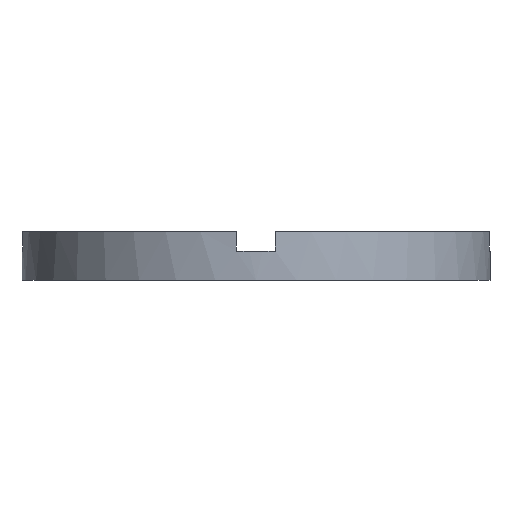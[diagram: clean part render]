
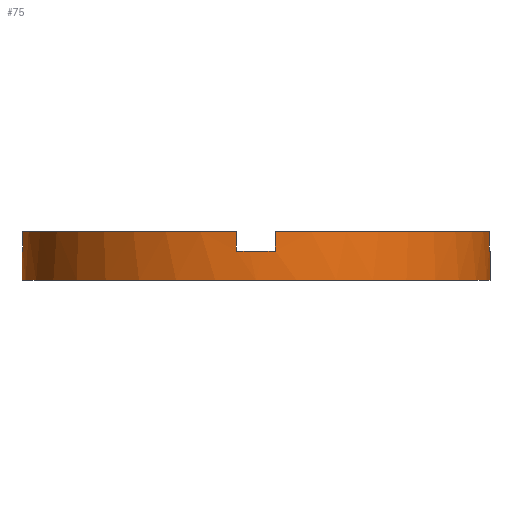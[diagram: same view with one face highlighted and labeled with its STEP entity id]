
A CAD part, front view. The second image highlights one B-rep face of the part: STEP entity #75.
In plain terms, the highlighted cylindrical face has radius 12 mm (diameter 24 mm), a partial arc.
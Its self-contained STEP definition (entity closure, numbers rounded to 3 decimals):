
#1 = DIRECTION ( 'NONE',  ( 0., 0., 1. ) ) ;
#6 = EDGE_CURVE ( 'NONE', #729, #596, #691, .T. ) ;
#11 = DIRECTION ( 'NONE',  ( 0., 0., 1. ) ) ;
#14 = DIRECTION ( 'NONE',  ( 0., 0., 1. ) ) ;
#19 = CIRCLE ( 'NONE', #584, 12. ) ;
#26 = DIRECTION ( 'NONE',  ( 1., 0., 0. ) ) ;
#35 = LINE ( 'NONE', #508, #562 ) ;
#45 = CARTESIAN_POINT ( 'NONE',  ( 11.958, -1., 1.5 ) ) ;
#47 = AXIS2_PLACEMENT_3D ( 'NONE', #310, #223, #26 ) ;
#48 = EDGE_CURVE ( 'NONE', #197, #334, #116, .T. ) ;
#54 = CARTESIAN_POINT ( 'NONE',  ( -12., 0., 1.5 ) ) ;
#62 = CARTESIAN_POINT ( 'NONE',  ( -1., -11.958, 2.5 ) ) ;
#65 = CARTESIAN_POINT ( 'NONE',  ( -11.958, -1., 2.5 ) ) ;
#70 = EDGE_CURVE ( 'NONE', #470, #596, #653, .T. ) ;
#74 = ORIENTED_EDGE ( 'NONE', *, *, #6, .F. ) ;
#75 = ADVANCED_FACE ( 'NONE', ( #119 ), #381, .T. ) ;
#76 = VERTEX_POINT ( 'NONE', #65 ) ;
#83 = DIRECTION ( 'NONE',  ( 0., 0., 1. ) ) ;
#88 = VERTEX_POINT ( 'NONE', #62 ) ;
#92 = VERTEX_POINT ( 'NONE', #126 ) ;
#94 = ORIENTED_EDGE ( 'NONE', *, *, #780, .F. ) ;
#98 = CARTESIAN_POINT ( 'NONE',  ( 1., -11.958, 1.5 ) ) ;
#115 = CARTESIAN_POINT ( 'NONE',  ( -12., 0., 0. ) ) ;
#116 = CIRCLE ( 'NONE', #721, 12. ) ;
#119 = FACE_OUTER_BOUND ( 'NONE', #439, .T. ) ;
#126 = CARTESIAN_POINT ( 'NONE',  ( 1., -11.958, 2.5 ) ) ;
#136 = VECTOR ( 'NONE', #727, 1000. ) ;
#138 = AXIS2_PLACEMENT_3D ( 'NONE', #192, #254, #600 ) ;
#159 = LINE ( 'NONE', #204, #441 ) ;
#165 = VERTEX_POINT ( 'NONE', #54 ) ;
#175 = ORIENTED_EDGE ( 'NONE', *, *, #368, .F. ) ;
#192 = CARTESIAN_POINT ( 'NONE',  ( 0., 0., 1.5 ) ) ;
#197 = VERTEX_POINT ( 'NONE', #294 ) ;
#198 = EDGE_CURVE ( 'NONE', #197, #88, #159, .T. ) ;
#204 = CARTESIAN_POINT ( 'NONE',  ( -1., -11.958, 2.5 ) ) ;
#223 = DIRECTION ( 'NONE',  ( 0., 0., 1. ) ) ;
#230 = CARTESIAN_POINT ( 'NONE',  ( 12., 0., 2.5 ) ) ;
#236 = DIRECTION ( 'NONE',  ( 0., 0., -1. ) ) ;
#243 = CARTESIAN_POINT ( 'NONE',  ( -11.958, -1., 1.5 ) ) ;
#244 = DIRECTION ( 'NONE',  ( 1., 0., 0. ) ) ;
#254 = DIRECTION ( 'NONE',  ( 0., 0., 1. ) ) ;
#255 = CARTESIAN_POINT ( 'NONE',  ( 0., 0., 2.5 ) ) ;
#272 = DIRECTION ( 'NONE',  ( 1., 0., 0. ) ) ;
#294 = CARTESIAN_POINT ( 'NONE',  ( -1., -11.958, 1.5 ) ) ;
#310 = CARTESIAN_POINT ( 'NONE',  ( 0., 0., 0. ) ) ;
#311 = EDGE_CURVE ( 'NONE', #327, #762, #722, .T. ) ;
#317 = CARTESIAN_POINT ( 'NONE',  ( 0., 0., 1.5 ) ) ;
#327 = VERTEX_POINT ( 'NONE', #45 ) ;
#332 = CARTESIAN_POINT ( 'NONE',  ( 0., 0., 1.5 ) ) ;
#334 = VERTEX_POINT ( 'NONE', #98 ) ;
#337 = CARTESIAN_POINT ( 'NONE',  ( -11.958, -1., 2.5 ) ) ;
#338 = VERTEX_POINT ( 'NONE', #243 ) ;
#340 = ORIENTED_EDGE ( 'NONE', *, *, #48, .F. ) ;
#346 = ORIENTED_EDGE ( 'NONE', *, *, #70, .T. ) ;
#348 = AXIS2_PLACEMENT_3D ( 'NONE', #775, #478, #625 ) ;
#358 = DIRECTION ( 'NONE',  ( 0., 0., 1. ) ) ;
#363 = EDGE_CURVE ( 'NONE', #327, #729, #428, .T. ) ;
#368 = EDGE_CURVE ( 'NONE', #165, #338, #689, .T. ) ;
#381 = CYLINDRICAL_SURFACE ( 'NONE', #348, 12. ) ;
#383 = ORIENTED_EDGE ( 'NONE', *, *, #198, .T. ) ;
#396 = AXIS2_PLACEMENT_3D ( 'NONE', #332, #416, #534 ) ;
#407 = ORIENTED_EDGE ( 'NONE', *, *, #588, .F. ) ;
#413 = CARTESIAN_POINT ( 'NONE',  ( -12., 0., 2.5 ) ) ;
#416 = DIRECTION ( 'NONE',  ( 0., 0., 1. ) ) ;
#419 = LINE ( 'NONE', #413, #686 ) ;
#428 = CIRCLE ( 'NONE', #396, 12. ) ;
#439 = EDGE_LOOP ( 'NONE', ( #74, #692, #621, #407, #718, #340, #383, #94, #618, #175, #694, #346 ) ) ;
#441 = VECTOR ( 'NONE', #11, 1000. ) ;
#470 = VERTEX_POINT ( 'NONE', #115 ) ;
#478 = DIRECTION ( 'NONE',  ( 0., 0., -1. ) ) ;
#480 = CIRCLE ( 'NONE', #645, 12. ) ;
#508 = CARTESIAN_POINT ( 'NONE',  ( 1., -11.958, 2.5 ) ) ;
#509 = CARTESIAN_POINT ( 'NONE',  ( 11.958, -1., 2.5 ) ) ;
#511 = DIRECTION ( 'NONE',  ( 0., 0., -1. ) ) ;
#523 = DIRECTION ( 'NONE',  ( 1., 0., 0. ) ) ;
#529 = EDGE_CURVE ( 'NONE', #165, #470, #419, .T. ) ;
#534 = DIRECTION ( 'NONE',  ( 1., 0., 0. ) ) ;
#562 = VECTOR ( 'NONE', #511, 1000. ) ;
#576 = CARTESIAN_POINT ( 'NONE',  ( 12., 0., 0. ) ) ;
#584 = AXIS2_PLACEMENT_3D ( 'NONE', #255, #358, #244 ) ;
#588 = EDGE_CURVE ( 'NONE', #92, #762, #480, .T. ) ;
#596 = VERTEX_POINT ( 'NONE', #576 ) ;
#597 = CARTESIAN_POINT ( 'NONE',  ( 12., 0., 1.5 ) ) ;
#600 = DIRECTION ( 'NONE',  ( 1., 0., 0. ) ) ;
#618 = ORIENTED_EDGE ( 'NONE', *, *, #622, .T. ) ;
#621 = ORIENTED_EDGE ( 'NONE', *, *, #311, .T. ) ;
#622 = EDGE_CURVE ( 'NONE', #76, #338, #748, .T. ) ;
#625 = DIRECTION ( 'NONE',  ( -1., 0., 0. ) ) ;
#645 = AXIS2_PLACEMENT_3D ( 'NONE', #726, #14, #272 ) ;
#653 = CIRCLE ( 'NONE', #47, 12. ) ;
#686 = VECTOR ( 'NONE', #236, 1000. ) ;
#689 = CIRCLE ( 'NONE', #138, 12. ) ;
#691 = LINE ( 'NONE', #230, #136 ) ;
#692 = ORIENTED_EDGE ( 'NONE', *, *, #363, .F. ) ;
#694 = ORIENTED_EDGE ( 'NONE', *, *, #529, .T. ) ;
#706 = EDGE_CURVE ( 'NONE', #92, #334, #35, .T. ) ;
#718 = ORIENTED_EDGE ( 'NONE', *, *, #706, .T. ) ;
#719 = VECTOR ( 'NONE', #1, 1000. ) ;
#721 = AXIS2_PLACEMENT_3D ( 'NONE', #317, #83, #523 ) ;
#722 = LINE ( 'NONE', #730, #719 ) ;
#726 = CARTESIAN_POINT ( 'NONE',  ( 0., 0., 2.5 ) ) ;
#727 = DIRECTION ( 'NONE',  ( 0., 0., -1. ) ) ;
#729 = VERTEX_POINT ( 'NONE', #597 ) ;
#730 = CARTESIAN_POINT ( 'NONE',  ( 11.958, -1., 2.5 ) ) ;
#743 = VECTOR ( 'NONE', #744, 1000. ) ;
#744 = DIRECTION ( 'NONE',  ( 0., 0., -1. ) ) ;
#748 = LINE ( 'NONE', #337, #743 ) ;
#762 = VERTEX_POINT ( 'NONE', #509 ) ;
#775 = CARTESIAN_POINT ( 'NONE',  ( 0., 0., 2.5 ) ) ;
#780 = EDGE_CURVE ( 'NONE', #76, #88, #19, .T. ) ;
